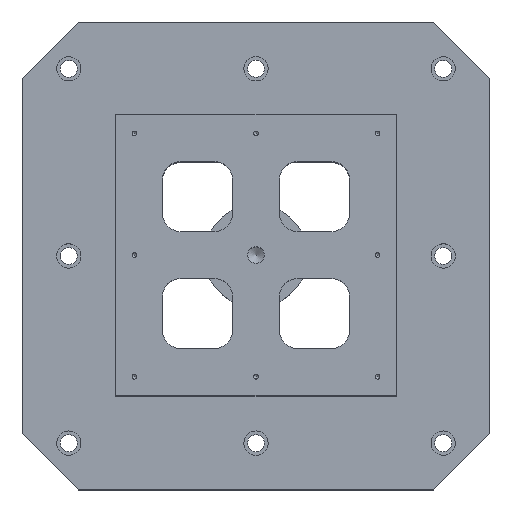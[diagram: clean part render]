
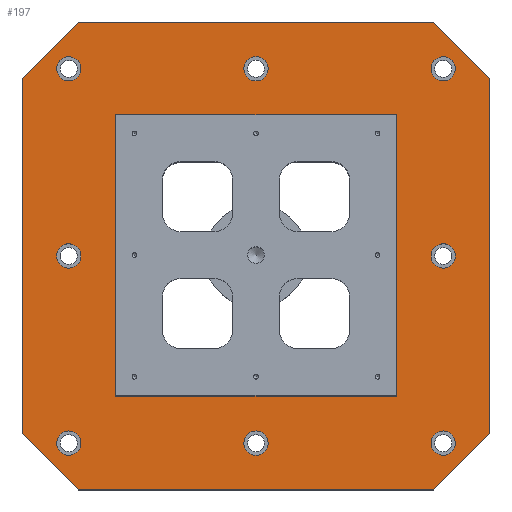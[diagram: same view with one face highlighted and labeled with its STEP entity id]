
A CAD part, top view. The second image highlights one B-rep face of the part: STEP entity #197.
In plain terms, the highlighted planar face has unit normal (0, 0, 1).
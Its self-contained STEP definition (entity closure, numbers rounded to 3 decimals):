
#197 = ADVANCED_FACE( '', ( #550, #551, #552, #553, #554, #555, #556, #557, #558, #559 ), #560, .T. );
#550 = FACE_BOUND( '', #1037, .T. );
#551 = FACE_BOUND( '', #1038, .T. );
#552 = FACE_BOUND( '', #1039, .T. );
#553 = FACE_BOUND( '', #1040, .T. );
#554 = FACE_BOUND( '', #1041, .T. );
#555 = FACE_BOUND( '', #1042, .T. );
#556 = FACE_BOUND( '', #1043, .T. );
#557 = FACE_BOUND( '', #1044, .T. );
#558 = FACE_OUTER_BOUND( '', #1045, .T. );
#559 = FACE_BOUND( '', #1046, .T. );
#560 = PLANE( '', #1047 );
#1037 = EDGE_LOOP( '', ( #2297 ) );
#1038 = EDGE_LOOP( '', ( #2298 ) );
#1039 = EDGE_LOOP( '', ( #2299 ) );
#1040 = EDGE_LOOP( '', ( #2300 ) );
#1041 = EDGE_LOOP( '', ( #2301 ) );
#1042 = EDGE_LOOP( '', ( #2302 ) );
#1043 = EDGE_LOOP( '', ( #2303 ) );
#1044 = EDGE_LOOP( '', ( #2304 ) );
#1045 = EDGE_LOOP( '', ( #2305, #2306, #2307, #2308, #2309, #2310, #2311, #2312 ) );
#1046 = EDGE_LOOP( '', ( #2313, #2314, #2315, #2316 ) );
#1047 = AXIS2_PLACEMENT_3D( '', #2317, #2318, #2319 );
#2297 = ORIENTED_EDGE( '', *, *, #3187, .T. );
#2298 = ORIENTED_EDGE( '', *, *, #3188, .T. );
#2299 = ORIENTED_EDGE( '', *, *, #3189, .T. );
#2300 = ORIENTED_EDGE( '', *, *, #3190, .T. );
#2301 = ORIENTED_EDGE( '', *, *, #3191, .T. );
#2302 = ORIENTED_EDGE( '', *, *, #3192, .T. );
#2303 = ORIENTED_EDGE( '', *, *, #3193, .T. );
#2304 = ORIENTED_EDGE( '', *, *, #3194, .T. );
#2305 = ORIENTED_EDGE( '', *, *, #3186, .T. );
#2306 = ORIENTED_EDGE( '', *, *, #3170, .T. );
#2307 = ORIENTED_EDGE( '', *, *, #3195, .T. );
#2308 = ORIENTED_EDGE( '', *, *, #2810, .T. );
#2309 = ORIENTED_EDGE( '', *, *, #3196, .T. );
#2310 = ORIENTED_EDGE( '', *, *, #3180, .T. );
#2311 = ORIENTED_EDGE( '', *, *, #3185, .T. );
#2312 = ORIENTED_EDGE( '', *, *, #3177, .T. );
#2313 = ORIENTED_EDGE( '', *, *, #3197, .T. );
#2314 = ORIENTED_EDGE( '', *, *, #3198, .T. );
#2315 = ORIENTED_EDGE( '', *, *, #3199, .T. );
#2316 = ORIENTED_EDGE( '', *, *, #3200, .T. );
#2317 = CARTESIAN_POINT( '', ( -250., -250., 50. ) );
#2318 = DIRECTION( '', ( 0., 0., 1. ) );
#2319 = DIRECTION( '', ( 1., 0., 0. ) );
#2810 = EDGE_CURVE( '', #3314, #3315, #3316, .F. );
#3170 = EDGE_CURVE( '', #3897, #3898, #3899, .F. );
#3177 = EDGE_CURVE( '', #3906, #3907, #3908, .F. );
#3180 = EDGE_CURVE( '', #3911, #3912, #3913, .F. );
#3185 = EDGE_CURVE( '', #3912, #3906, #3920, .T. );
#3186 = EDGE_CURVE( '', #3907, #3897, #3921, .T. );
#3187 = EDGE_CURVE( '', #3922, #3922, #3923, .T. );
#3188 = EDGE_CURVE( '', #3924, #3924, #3925, .T. );
#3189 = EDGE_CURVE( '', #3926, #3926, #3927, .T. );
#3190 = EDGE_CURVE( '', #3928, #3928, #3929, .T. );
#3191 = EDGE_CURVE( '', #3930, #3930, #3931, .T. );
#3192 = EDGE_CURVE( '', #3932, #3932, #3933, .T. );
#3193 = EDGE_CURVE( '', #3934, #3934, #3935, .T. );
#3194 = EDGE_CURVE( '', #3936, #3936, #3937, .T. );
#3195 = EDGE_CURVE( '', #3898, #3314, #3938, .T. );
#3196 = EDGE_CURVE( '', #3315, #3911, #3939, .T. );
#3197 = EDGE_CURVE( '', #3940, #3941, #3942, .T. );
#3198 = EDGE_CURVE( '', #3941, #3943, #3944, .T. );
#3199 = EDGE_CURVE( '', #3943, #3945, #3946, .T. );
#3200 = EDGE_CURVE( '', #3945, #3940, #3947, .T. );
#3314 = VERTEX_POINT( '', #4090 );
#3315 = VERTEX_POINT( '', #4091 );
#3316 = LINE( '', #4092, #4093 );
#3897 = VERTEX_POINT( '', #4900 );
#3898 = VERTEX_POINT( '', #4901 );
#3899 = LINE( '', #4902, #4903 );
#3906 = VERTEX_POINT( '', #4912 );
#3907 = VERTEX_POINT( '', #4913 );
#3908 = LINE( '', #4914, #4915 );
#3911 = VERTEX_POINT( '', #4920 );
#3912 = VERTEX_POINT( '', #4921 );
#3913 = LINE( '', #4922, #4923 );
#3920 = LINE( '', #4932, #4933 );
#3921 = LINE( '', #4934, #4935 );
#3922 = VERTEX_POINT( '', #4936 );
#3923 = CIRCLE( '', #4937, 13. );
#3924 = VERTEX_POINT( '', #4938 );
#3925 = CIRCLE( '', #4939, 13. );
#3926 = VERTEX_POINT( '', #4940 );
#3927 = CIRCLE( '', #4941, 13. );
#3928 = VERTEX_POINT( '', #4942 );
#3929 = CIRCLE( '', #4943, 13. );
#3930 = VERTEX_POINT( '', #4944 );
#3931 = CIRCLE( '', #4945, 13. );
#3932 = VERTEX_POINT( '', #4946 );
#3933 = CIRCLE( '', #4947, 13. );
#3934 = VERTEX_POINT( '', #4948 );
#3935 = CIRCLE( '', #4949, 13. );
#3936 = VERTEX_POINT( '', #4950 );
#3937 = CIRCLE( '', #4951, 13. );
#3938 = LINE( '', #4952, #4953 );
#3939 = LINE( '', #4954, #4955 );
#3940 = VERTEX_POINT( '', #4956 );
#3941 = VERTEX_POINT( '', #4957 );
#3942 = LINE( '', #4958, #4959 );
#3943 = VERTEX_POINT( '', #4960 );
#3944 = LINE( '', #4961, #4962 );
#3945 = VERTEX_POINT( '', #4963 );
#3946 = LINE( '', #4964, #4965 );
#3947 = LINE( '', #4966, #4967 );
#4090 = CARTESIAN_POINT( '', ( -250., -190., 50. ) );
#4091 = CARTESIAN_POINT( '', ( -190., -250., 50. ) );
#4092 = CARTESIAN_POINT( '', ( -220., -220., 50. ) );
#4093 = VECTOR( '', #5118, 1000. );
#4900 = CARTESIAN_POINT( '', ( -190., 250., 50. ) );
#4901 = CARTESIAN_POINT( '', ( -250., 190., 50. ) );
#4902 = CARTESIAN_POINT( '', ( -470., -30., 50. ) );
#4903 = VECTOR( '', #5738, 1000. );
#4912 = CARTESIAN_POINT( '', ( 250., 190., 50. ) );
#4913 = CARTESIAN_POINT( '', ( 190., 250., 50. ) );
#4914 = CARTESIAN_POINT( '', ( 220., 220., 50. ) );
#4915 = VECTOR( '', #5753, 1000. );
#4920 = CARTESIAN_POINT( '', ( 190., -250., 50. ) );
#4921 = CARTESIAN_POINT( '', ( 250., -190., 50. ) );
#4922 = CARTESIAN_POINT( '', ( -30., -470., 50. ) );
#4923 = VECTOR( '', #5756, 1000. );
#4932 = CARTESIAN_POINT( '', ( 250., -250., 50. ) );
#4933 = VECTOR( '', #5765, 1000. );
#4934 = CARTESIAN_POINT( '', ( 250., 250., 50. ) );
#4935 = VECTOR( '', #5766, 1000. );
#4936 = CARTESIAN_POINT( '', ( -200., -213., 50. ) );
#4937 = AXIS2_PLACEMENT_3D( '', #5767, #5768, #5769 );
#4938 = CARTESIAN_POINT( '', ( -200., 187., 50. ) );
#4939 = AXIS2_PLACEMENT_3D( '', #5770, #5771, #5772 );
#4940 = CARTESIAN_POINT( '', ( 0., -213., 50. ) );
#4941 = AXIS2_PLACEMENT_3D( '', #5773, #5774, #5775 );
#4942 = CARTESIAN_POINT( '', ( 200., -213., 50. ) );
#4943 = AXIS2_PLACEMENT_3D( '', #5776, #5777, #5778 );
#4944 = CARTESIAN_POINT( '', ( 200., -13., 50. ) );
#4945 = AXIS2_PLACEMENT_3D( '', #5779, #5780, #5781 );
#4946 = CARTESIAN_POINT( '', ( 200., 187., 50. ) );
#4947 = AXIS2_PLACEMENT_3D( '', #5782, #5783, #5784 );
#4948 = CARTESIAN_POINT( '', ( 0., 187., 50. ) );
#4949 = AXIS2_PLACEMENT_3D( '', #5785, #5786, #5787 );
#4950 = CARTESIAN_POINT( '', ( -200., -13., 50. ) );
#4951 = AXIS2_PLACEMENT_3D( '', #5788, #5789, #5790 );
#4952 = CARTESIAN_POINT( '', ( -250., 250., 50. ) );
#4953 = VECTOR( '', #5791, 1000. );
#4954 = CARTESIAN_POINT( '', ( -250., -250., 50. ) );
#4955 = VECTOR( '', #5792, 1000. );
#4956 = CARTESIAN_POINT( '', ( 150., -150., 50. ) );
#4957 = CARTESIAN_POINT( '', ( -150., -150., 50. ) );
#4958 = CARTESIAN_POINT( '', ( -250., -150., 50. ) );
#4959 = VECTOR( '', #5793, 1000. );
#4960 = CARTESIAN_POINT( '', ( -150., 150., 50. ) );
#4961 = CARTESIAN_POINT( '', ( -150., -250., 50. ) );
#4962 = VECTOR( '', #5794, 1000. );
#4963 = CARTESIAN_POINT( '', ( 150., 150., 50. ) );
#4964 = CARTESIAN_POINT( '', ( -250., 150., 50. ) );
#4965 = VECTOR( '', #5795, 1000. );
#4966 = CARTESIAN_POINT( '', ( 150., -250., 50. ) );
#4967 = VECTOR( '', #5796, 1000. );
#5118 = DIRECTION( '', ( -0.707, 0.707, 0. ) );
#5738 = DIRECTION( '', ( 0.707, 0.707, 0. ) );
#5753 = DIRECTION( '', ( 0.707, -0.707, 0. ) );
#5756 = DIRECTION( '', ( -0.707, -0.707, 0. ) );
#5765 = DIRECTION( '', ( 0., 1., 0. ) );
#5766 = DIRECTION( '', ( -1., 0., 0. ) );
#5767 = CARTESIAN_POINT( '', ( -200., -200., 50. ) );
#5768 = DIRECTION( '', ( 0., 0., -1. ) );
#5769 = DIRECTION( '', ( 0., -1., 0. ) );
#5770 = CARTESIAN_POINT( '', ( -200., 200., 50. ) );
#5771 = DIRECTION( '', ( 0., 0., -1. ) );
#5772 = DIRECTION( '', ( 0., -1., 0. ) );
#5773 = CARTESIAN_POINT( '', ( 0., -200., 50. ) );
#5774 = DIRECTION( '', ( 0., 0., -1. ) );
#5775 = DIRECTION( '', ( 0., -1., 0. ) );
#5776 = CARTESIAN_POINT( '', ( 200., -200., 50. ) );
#5777 = DIRECTION( '', ( 0., 0., -1. ) );
#5778 = DIRECTION( '', ( 0., -1., 0. ) );
#5779 = CARTESIAN_POINT( '', ( 200., 0., 50. ) );
#5780 = DIRECTION( '', ( 0., 0., -1. ) );
#5781 = DIRECTION( '', ( 0., -1., 0. ) );
#5782 = CARTESIAN_POINT( '', ( 200., 200., 50. ) );
#5783 = DIRECTION( '', ( 0., 0., -1. ) );
#5784 = DIRECTION( '', ( 0., -1., 0. ) );
#5785 = CARTESIAN_POINT( '', ( 0., 200., 50. ) );
#5786 = DIRECTION( '', ( 0., 0., -1. ) );
#5787 = DIRECTION( '', ( 0., -1., 0. ) );
#5788 = CARTESIAN_POINT( '', ( -200., 0., 50. ) );
#5789 = DIRECTION( '', ( 0., 0., -1. ) );
#5790 = DIRECTION( '', ( 0., -1., 0. ) );
#5791 = DIRECTION( '', ( 0., -1., 0. ) );
#5792 = DIRECTION( '', ( 1., 0., 0. ) );
#5793 = DIRECTION( '', ( -1., 0., 0. ) );
#5794 = DIRECTION( '', ( 0., 1., 0. ) );
#5795 = DIRECTION( '', ( 1., 0., 0. ) );
#5796 = DIRECTION( '', ( 0., -1., 0. ) );
